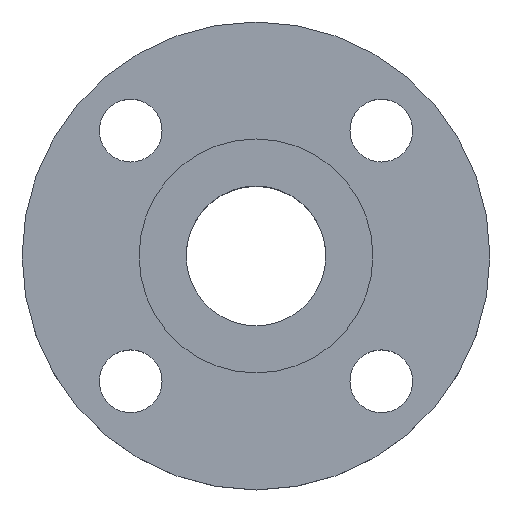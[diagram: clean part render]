
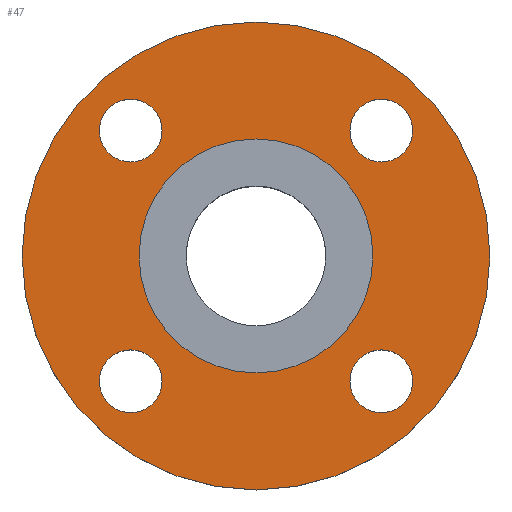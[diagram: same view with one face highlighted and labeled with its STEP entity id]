
A CAD part, top view. The second image highlights one B-rep face of the part: STEP entity #47.
In plain terms, the highlighted planar face has unit normal (0, 0, 1).
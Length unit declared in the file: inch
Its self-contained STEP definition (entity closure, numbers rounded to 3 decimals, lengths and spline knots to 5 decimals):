
#1 = CARTESIAN_POINT ( 'NONE',  ( 0., 0., 0. ) ) ;
#4 = VERTEX_POINT ( 'NONE', #470 ) ;
#27 = VERTEX_POINT ( 'NONE', #594 ) ;
#36 = AXIS2_PLACEMENT_3D ( 'NONE', #652, #592, #574 ) ;
#38 = AXIS2_PLACEMENT_3D ( 'NONE', #730, #419, #775 ) ;
#47 = ADVANCED_FACE ( 'NONE', ( #561, #624, #127, #758, #191, #681 ), #79, .T. ) ;
#62 = DIRECTION ( 'NONE',  ( 1., 0., 0. ) ) ;
#63 = CARTESIAN_POINT ( 'NONE',  ( 0.92744, 1.23744, 0. ) ) ;
#65 = AXIS2_PLACEMENT_3D ( 'NONE', #1, #118, #62 ) ;
#77 = CARTESIAN_POINT ( 'NONE',  ( -1.23744, -1.23744, 0. ) ) ;
#78 = DIRECTION ( 'NONE',  ( 0., 0., 1. ) ) ;
#79 = PLANE ( 'NONE',  #522 ) ;
#96 = EDGE_LOOP ( 'NONE', ( #537, #581 ) ) ;
#99 = AXIS2_PLACEMENT_3D ( 'NONE', #631, #78, #190 ) ;
#102 = ORIENTED_EDGE ( 'NONE', *, *, #546, .T. ) ;
#104 = DIRECTION ( 'NONE',  ( 0., 0., 1. ) ) ;
#108 = DIRECTION ( 'NONE',  ( 0., 0., 1. ) ) ;
#110 = CIRCLE ( 'NONE', #38, 0.31 ) ;
#118 = DIRECTION ( 'NONE',  ( 0., 0., 1. ) ) ;
#120 = ORIENTED_EDGE ( 'NONE', *, *, #691, .F. ) ;
#127 = FACE_BOUND ( 'NONE', #96, .T. ) ;
#128 = CARTESIAN_POINT ( 'NONE',  ( 1.23744, -1.23744, 0. ) ) ;
#149 = VERTEX_POINT ( 'NONE', #479 ) ;
#155 = EDGE_CURVE ( 'NONE', #168, #465, #110, .T. ) ;
#164 = VERTEX_POINT ( 'NONE', #604 ) ;
#166 = CARTESIAN_POINT ( 'NONE',  ( 1.23744, -1.23744, 0. ) ) ;
#168 = VERTEX_POINT ( 'NONE', #294 ) ;
#170 = EDGE_CURVE ( 'NONE', #149, #27, #780, .T. ) ;
#185 = AXIS2_PLACEMENT_3D ( 'NONE', #680, #749, #309 ) ;
#190 = DIRECTION ( 'NONE',  ( 0., 1., 0. ) ) ;
#191 = FACE_BOUND ( 'NONE', #363, .T. ) ;
#225 = ORIENTED_EDGE ( 'NONE', *, *, #510, .F. ) ;
#226 = ORIENTED_EDGE ( 'NONE', *, *, #155, .F. ) ;
#230 = CIRCLE ( 'NONE', #36, 2.31 ) ;
#231 = CIRCLE ( 'NONE', #798, 0.31 ) ;
#238 = CARTESIAN_POINT ( 'NONE',  ( -1.23744, 1.23744, 0. ) ) ;
#240 = CIRCLE ( 'NONE', #99, 0.31 ) ;
#250 = VERTEX_POINT ( 'NONE', #803 ) ;
#262 = DIRECTION ( 'NONE',  ( 1., 0., 0. ) ) ;
#276 = VERTEX_POINT ( 'NONE', #580 ) ;
#294 = CARTESIAN_POINT ( 'NONE',  ( -1.54744, -1.23744, 0. ) ) ;
#307 = ORIENTED_EDGE ( 'NONE', *, *, #785, .F. ) ;
#309 = DIRECTION ( 'NONE',  ( 1., 0., 0. ) ) ;
#311 = DIRECTION ( 'NONE',  ( 0., 0., 1. ) ) ;
#315 = EDGE_CURVE ( 'NONE', #633, #276, #685, .T. ) ;
#319 = DIRECTION ( 'NONE',  ( 0., 0., 1. ) ) ;
#362 = DIRECTION ( 'NONE',  ( 0., 0., 1. ) ) ;
#363 = EDGE_LOOP ( 'NONE', ( #120, #672 ) ) ;
#366 = EDGE_CURVE ( 'NONE', #387, #4, #230, .T. ) ;
#369 = DIRECTION ( 'NONE',  ( 0., 1., 0. ) ) ;
#374 = CARTESIAN_POINT ( 'NONE',  ( 0., 0., 0. ) ) ;
#387 = VERTEX_POINT ( 'NONE', #769 ) ;
#411 = CIRCLE ( 'NONE', #65, 1.155 ) ;
#419 = DIRECTION ( 'NONE',  ( 0., 0., 1. ) ) ;
#430 = CARTESIAN_POINT ( 'NONE',  ( -1.23744, 1.54744, 0. ) ) ;
#453 = CARTESIAN_POINT ( 'NONE',  ( 1.23744, 1.23744, 0. ) ) ;
#455 = DIRECTION ( 'NONE',  ( 1., 0., 0. ) ) ;
#460 = AXIS2_PLACEMENT_3D ( 'NONE', #462, #519, #455 ) ;
#462 = CARTESIAN_POINT ( 'NONE',  ( 0., 0., 0. ) ) ;
#465 = VERTEX_POINT ( 'NONE', #570 ) ;
#470 = CARTESIAN_POINT ( 'NONE',  ( 2.31, 0., 0. ) ) ;
#479 = CARTESIAN_POINT ( 'NONE',  ( 1.23744, -0.92744, 0. ) ) ;
#498 = EDGE_CURVE ( 'NONE', #164, #663, #240, .T. ) ;
#510 = EDGE_CURVE ( 'NONE', #529, #250, #512, .T. ) ;
#512 = CIRCLE ( 'NONE', #796, 0.31 ) ;
#519 = DIRECTION ( 'NONE',  ( 0., 0., 1. ) ) ;
#522 = AXIS2_PLACEMENT_3D ( 'NONE', #374, #553, #816 ) ;
#528 = AXIS2_PLACEMENT_3D ( 'NONE', #166, #104, #534 ) ;
#529 = VERTEX_POINT ( 'NONE', #63 ) ;
#534 = DIRECTION ( 'NONE',  ( 0., -1., 0. ) ) ;
#537 = ORIENTED_EDGE ( 'NONE', *, *, #637, .F. ) ;
#539 = AXIS2_PLACEMENT_3D ( 'NONE', #238, #108, #369 ) ;
#546 = EDGE_CURVE ( 'NONE', #4, #387, #740, .T. ) ;
#550 = CIRCLE ( 'NONE', #539, 0.31 ) ;
#553 = DIRECTION ( 'NONE',  ( 0., 0., 1. ) ) ;
#554 = ORIENTED_EDGE ( 'NONE', *, *, #746, .F. ) ;
#561 = FACE_BOUND ( 'NONE', #682, .T. ) ;
#570 = CARTESIAN_POINT ( 'NONE',  ( -0.92744, -1.23744, 0. ) ) ;
#574 = DIRECTION ( 'NONE',  ( 1., 0., 0. ) ) ;
#580 = CARTESIAN_POINT ( 'NONE',  ( -1.155, 0., 0. ) ) ;
#581 = ORIENTED_EDGE ( 'NONE', *, *, #498, .F. ) ;
#592 = DIRECTION ( 'NONE',  ( 0., 0., 1. ) ) ;
#594 = CARTESIAN_POINT ( 'NONE',  ( 1.23744, -1.54744, 0. ) ) ;
#604 = CARTESIAN_POINT ( 'NONE',  ( -1.23744, 0.92744, 0. ) ) ;
#608 = AXIS2_PLACEMENT_3D ( 'NONE', #128, #311, #810 ) ;
#618 = CARTESIAN_POINT ( 'NONE',  ( 1.23744, 1.23744, 0. ) ) ;
#622 = DIRECTION ( 'NONE',  ( 0., 0., 1. ) ) ;
#624 = FACE_BOUND ( 'NONE', #774, .T. ) ;
#625 = EDGE_LOOP ( 'NONE', ( #102, #674 ) ) ;
#631 = CARTESIAN_POINT ( 'NONE',  ( -1.23744, 1.23744, 0. ) ) ;
#632 = AXIS2_PLACEMENT_3D ( 'NONE', #618, #622, #690 ) ;
#633 = VERTEX_POINT ( 'NONE', #805 ) ;
#637 = EDGE_CURVE ( 'NONE', #663, #164, #550, .T. ) ;
#645 = CIRCLE ( 'NONE', #632, 0.31 ) ;
#652 = CARTESIAN_POINT ( 'NONE',  ( 0., 0., 0. ) ) ;
#662 = EDGE_LOOP ( 'NONE', ( #554, #225 ) ) ;
#663 = VERTEX_POINT ( 'NONE', #430 ) ;
#672 = ORIENTED_EDGE ( 'NONE', *, *, #315, .F. ) ;
#674 = ORIENTED_EDGE ( 'NONE', *, *, #366, .T. ) ;
#680 = CARTESIAN_POINT ( 'NONE',  ( 0., 0., 0. ) ) ;
#681 = FACE_OUTER_BOUND ( 'NONE', #625, .T. ) ;
#682 = EDGE_LOOP ( 'NONE', ( #759, #788 ) ) ;
#685 = CIRCLE ( 'NONE', #460, 1.155 ) ;
#690 = DIRECTION ( 'NONE',  ( 1., 0., 0. ) ) ;
#691 = EDGE_CURVE ( 'NONE', #276, #633, #411, .T. ) ;
#719 = EDGE_CURVE ( 'NONE', #27, #149, #750, .T. ) ;
#730 = CARTESIAN_POINT ( 'NONE',  ( -1.23744, -1.23744, 0. ) ) ;
#740 = CIRCLE ( 'NONE', #185, 2.31 ) ;
#746 = EDGE_CURVE ( 'NONE', #250, #529, #645, .T. ) ;
#749 = DIRECTION ( 'NONE',  ( 0., 0., 1. ) ) ;
#750 = CIRCLE ( 'NONE', #608, 0.31 ) ;
#752 = DIRECTION ( 'NONE',  ( -1., 0., 0. ) ) ;
#758 = FACE_BOUND ( 'NONE', #662, .T. ) ;
#759 = ORIENTED_EDGE ( 'NONE', *, *, #719, .F. ) ;
#769 = CARTESIAN_POINT ( 'NONE',  ( -2.31, 0., 0. ) ) ;
#774 = EDGE_LOOP ( 'NONE', ( #226, #307 ) ) ;
#775 = DIRECTION ( 'NONE',  ( -1., 0., 0. ) ) ;
#780 = CIRCLE ( 'NONE', #528, 0.31 ) ;
#785 = EDGE_CURVE ( 'NONE', #465, #168, #231, .T. ) ;
#788 = ORIENTED_EDGE ( 'NONE', *, *, #170, .F. ) ;
#796 = AXIS2_PLACEMENT_3D ( 'NONE', #453, #319, #262 ) ;
#798 = AXIS2_PLACEMENT_3D ( 'NONE', #77, #362, #752 ) ;
#803 = CARTESIAN_POINT ( 'NONE',  ( 1.54744, 1.23744, 0. ) ) ;
#805 = CARTESIAN_POINT ( 'NONE',  ( 1.155, 0., 0. ) ) ;
#810 = DIRECTION ( 'NONE',  ( 0., -1., 0. ) ) ;
#816 = DIRECTION ( 'NONE',  ( 1., 0., 0. ) ) ;
